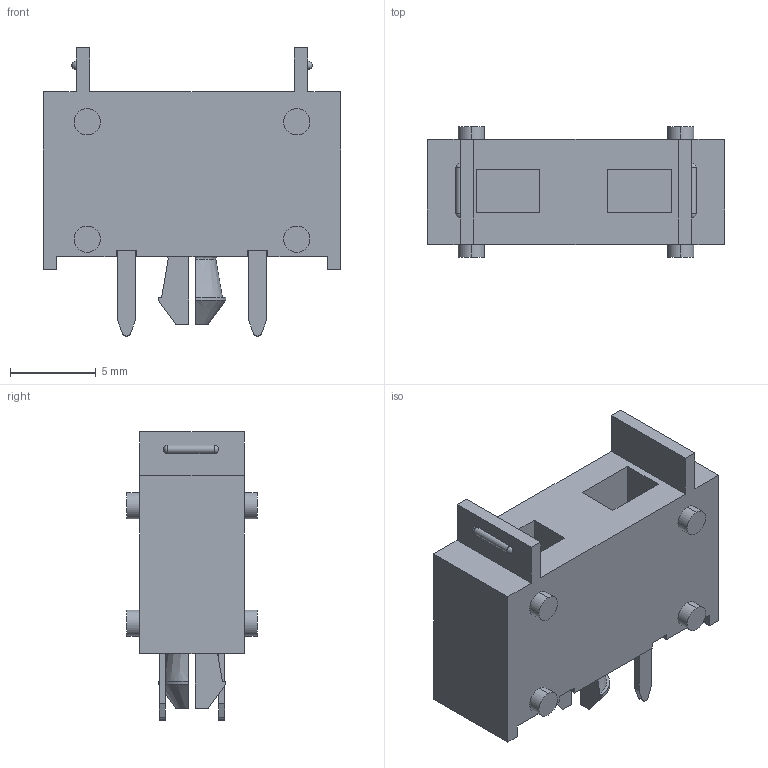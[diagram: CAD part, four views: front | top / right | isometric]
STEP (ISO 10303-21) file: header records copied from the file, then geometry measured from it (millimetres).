
FILE_DESCRIPTION (( 'STEP AP214' ), '1' );
FILE_NAME ('User Library-FUSE_HLDR_LITTLE_01530008Z.STEP', '2019-01-07T13:59:39', ( '' ), ( '' ), 'SwSTEP 2.0', 'SolidWorks 2018', '' );
FILE_SCHEMA (( 'AUTOMOTIVE_DESIGN' ));
Length unit declared in the file: millimetre
Products named in the file (4): User Library-FUSE_HLDR_LITTLE_01530008Z_2; User Library-FUSE_HLDR_LITTLE_01530008Z; User Library-FUSE_HLDR_LITTLE_01530008Z_3; User Library-FUSE_HLDR_LITTLE_01530008Z_1
Assembly tree (3 placements, depth 2):
  User Library-FUSE_HLDR_LITTLE_01530008Z
    User Library-FUSE_HLDR_LITTLE_01530008Z_1
    User Library-FUSE_HLDR_LITTLE_01530008Z_2
    User Library-FUSE_HLDR_LITTLE_01530008Z_3
Bounding box: 17.3 x 7.6 x 16.77 mm (x, y, z)
Volume: 990.5 mm3; surface area: 952.1 mm2
Topology: 3 solids, 3 shells, 100 faces, 248 edges, 160 vertices
Faces by surface type: plane 66, cylinder 24, bspline 6, cone 4
Entity records: 4300 total; most frequent: CARTESIAN_POINT 704, DIRECTION 484, ORIENTED_EDGE 480, EDGE_CURVE 240, LINE 168, VECTOR 168, VERTEX_POINT 160, AXIS2_PLACEMENT_3D 158
